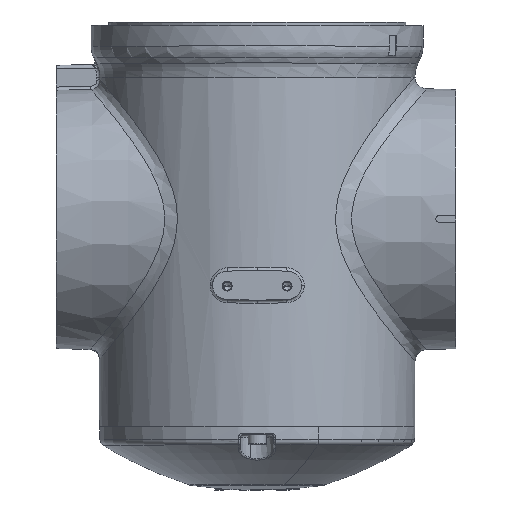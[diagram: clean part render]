
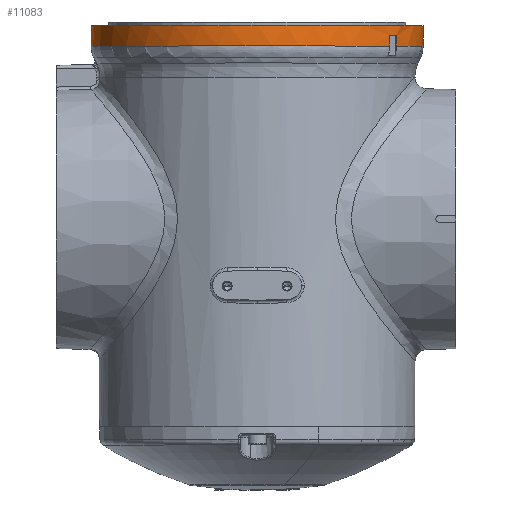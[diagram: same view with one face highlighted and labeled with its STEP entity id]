
A CAD part, top view. The second image highlights one B-rep face of the part: STEP entity #11083.
In plain terms, the highlighted cylindrical face has radius 50 mm (diameter 100 mm), a partial arc.
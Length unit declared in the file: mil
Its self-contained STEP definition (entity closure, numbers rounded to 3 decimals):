
#122 = EDGE_CURVE ( 'NONE', #5694, #13261, #582, .T. ) ;
#582 = CIRCLE ( 'NONE', #7367, 1968.504 ) ;
#886 = DIRECTION ( 'NONE',  ( 0., 1., 0. ) ) ;
#918 = DIRECTION ( 'NONE',  ( -1., 0., 0. ) ) ;
#995 = DIRECTION ( 'NONE',  ( -1., 0., 0. ) ) ;
#1760 = VERTEX_POINT ( 'NONE', #6856 ) ;
#2078 = ORIENTED_EDGE ( 'NONE', *, *, #122, .T. ) ;
#2508 = CARTESIAN_POINT ( 'NONE',  ( 1651.034, 2177.165, 15835.738 ) ) ;
#2649 = EDGE_CURVE ( 'NONE', #6841, #1760, #12683, .T. ) ;
#2844 = DIRECTION ( 'NONE',  ( 0., 1., 0. ) ) ;
#2850 = EDGE_CURVE ( 'NONE', #13261, #3240, #9077, .T. ) ;
#3012 = ORIENTED_EDGE ( 'NONE', *, *, #6522, .T. ) ;
#3130 = CIRCLE ( 'NONE', #16251, 1968.504 ) ;
#3240 = VERTEX_POINT ( 'NONE', #8847 ) ;
#3571 = VERTEX_POINT ( 'NONE', #15599 ) ;
#3753 = DIRECTION ( 'NONE',  ( 0., 1., 0. ) ) ;
#3977 = CARTESIAN_POINT ( 'NONE',  ( 1651.034, -2982.714, 15835.738 ) ) ;
#4368 = CARTESIAN_POINT ( 'NONE',  ( 1968.504, 2050.14, 14763.78 ) ) ;
#5279 = LINE ( 'NONE', #3977, #10872 ) ;
#5426 = VERTEX_POINT ( 'NONE', #2508 ) ;
#5694 = VERTEX_POINT ( 'NONE', #15272 ) ;
#5748 = CIRCLE ( 'NONE', #7563, 1968.504 ) ;
#6522 = EDGE_CURVE ( 'NONE', #5426, #11461, #5279, .T. ) ;
#6841 = VERTEX_POINT ( 'NONE', #4368 ) ;
#6856 = CARTESIAN_POINT ( 'NONE',  ( 1968.504, 2295.276, 14763.78 ) ) ;
#7057 = DIRECTION ( 'NONE',  ( -1., 0., 0. ) ) ;
#7367 = AXIS2_PLACEMENT_3D ( 'NONE', #8609, #7462, #918 ) ;
#7462 = DIRECTION ( 'NONE',  ( 0., 1., 0. ) ) ;
#7563 = AXIS2_PLACEMENT_3D ( 'NONE', #12220, #11079, #995 ) ;
#7590 = CIRCLE ( 'NONE', #9694, 1968.504 ) ;
#8239 = DIRECTION ( 'NONE',  ( -1., 0., 0. ) ) ;
#8341 = FACE_OUTER_BOUND ( 'NONE', #12107, .T. ) ;
#8526 = ORIENTED_EDGE ( 'NONE', *, *, #14904, .T. ) ;
#8609 = CARTESIAN_POINT ( 'NONE',  ( 0., 2050.14, 14763.78 ) ) ;
#8748 = CARTESIAN_POINT ( 'NONE',  ( 1968.504, -2982.714, 14763.78 ) ) ;
#8847 = CARTESIAN_POINT ( 'NONE',  ( 1571.998, 2177.165, 15948.613 ) ) ;
#9077 = LINE ( 'NONE', #14090, #10338 ) ;
#9283 = LINE ( 'NONE', #14219, #16261 ) ;
#9468 = CARTESIAN_POINT ( 'NONE',  ( 0., 2177.165, 14763.78 ) ) ;
#9694 = AXIS2_PLACEMENT_3D ( 'NONE', #9468, #14484, #8239 ) ;
#9987 = AXIS2_PLACEMENT_3D ( 'NONE', #10877, #886, #16163 ) ;
#10338 = VECTOR ( 'NONE', #2844, 39370.079 ) ;
#10349 = DIRECTION ( 'NONE',  ( 0., 1., 0. ) ) ;
#10872 = VECTOR ( 'NONE', #14142, 39370.079 ) ;
#10877 = CARTESIAN_POINT ( 'NONE',  ( 0., -2982.714, 14763.78 ) ) ;
#11079 = DIRECTION ( 'NONE',  ( 0., 1., 0. ) ) ;
#11083 = ADVANCED_FACE ( 'NONE', ( #8341 ), #12113, .T. ) ;
#11114 = ORIENTED_EDGE ( 'NONE', *, *, #13558, .F. ) ;
#11369 = VECTOR ( 'NONE', #3753, 39370.079 ) ;
#11461 = VERTEX_POINT ( 'NONE', #15470 ) ;
#12052 = ORIENTED_EDGE ( 'NONE', *, *, #15591, .F. ) ;
#12107 = EDGE_LOOP ( 'NONE', ( #11114, #2078, #13859, #8526, #3012, #13372, #16082, #12052 ) ) ;
#12113 = CYLINDRICAL_SURFACE ( 'NONE', #9987, 1968.504 ) ;
#12220 = CARTESIAN_POINT ( 'NONE',  ( 0., 2050.14, 14763.78 ) ) ;
#12683 = LINE ( 'NONE', #8748, #11369 ) ;
#12685 = CARTESIAN_POINT ( 'NONE',  ( 1571.998, 2050.14, 15948.613 ) ) ;
#13261 = VERTEX_POINT ( 'NONE', #12685 ) ;
#13372 = ORIENTED_EDGE ( 'NONE', *, *, #15613, .T. ) ;
#13558 = EDGE_CURVE ( 'NONE', #5694, #3571, #9283, .T. ) ;
#13616 = DIRECTION ( 'NONE',  ( 0., 1., 0. ) ) ;
#13859 = ORIENTED_EDGE ( 'NONE', *, *, #2850, .T. ) ;
#14090 = CARTESIAN_POINT ( 'NONE',  ( 1571.998, -2982.714, 15948.613 ) ) ;
#14142 = DIRECTION ( 'NONE',  ( 0., -1., 0. ) ) ;
#14219 = CARTESIAN_POINT ( 'NONE',  ( -1968.504, -2982.714, 14763.78 ) ) ;
#14484 = DIRECTION ( 'NONE',  ( 0., 1., 0. ) ) ;
#14706 = CARTESIAN_POINT ( 'NONE',  ( 0., 2295.276, 14763.78 ) ) ;
#14904 = EDGE_CURVE ( 'NONE', #3240, #5426, #7590, .T. ) ;
#15272 = CARTESIAN_POINT ( 'NONE',  ( -1968.504, 2050.14, 14763.78 ) ) ;
#15470 = CARTESIAN_POINT ( 'NONE',  ( 1651.034, 2050.14, 15835.738 ) ) ;
#15591 = EDGE_CURVE ( 'NONE', #3571, #1760, #3130, .T. ) ;
#15599 = CARTESIAN_POINT ( 'NONE',  ( -1968.504, 2295.276, 14763.78 ) ) ;
#15613 = EDGE_CURVE ( 'NONE', #11461, #6841, #5748, .T. ) ;
#16082 = ORIENTED_EDGE ( 'NONE', *, *, #2649, .T. ) ;
#16163 = DIRECTION ( 'NONE',  ( 1., 0., 0. ) ) ;
#16251 = AXIS2_PLACEMENT_3D ( 'NONE', #14706, #13616, #7057 ) ;
#16261 = VECTOR ( 'NONE', #10349, 39370.079 ) ;
